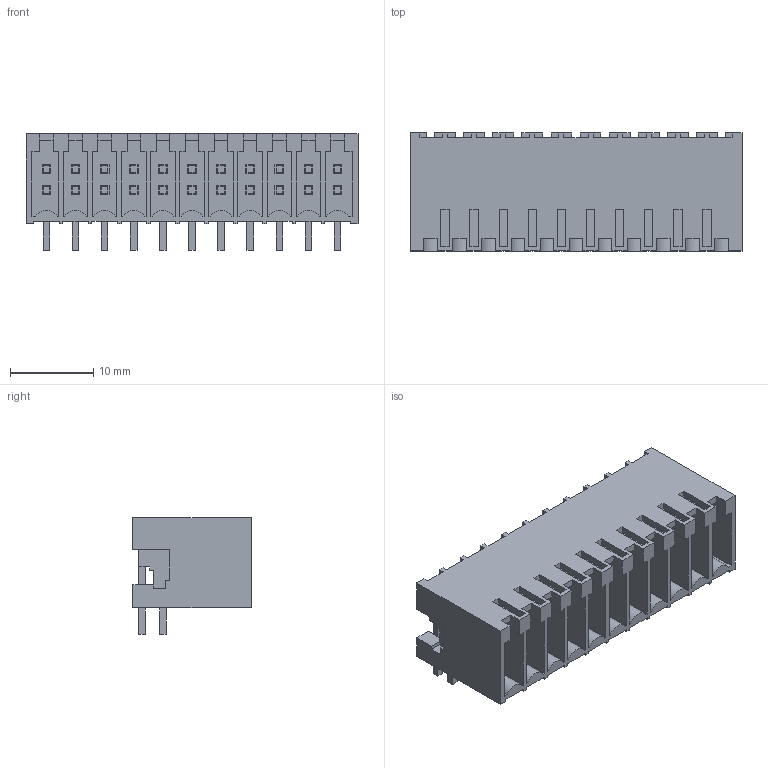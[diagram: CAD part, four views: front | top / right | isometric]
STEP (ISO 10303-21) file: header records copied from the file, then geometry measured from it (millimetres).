
FILE_DESCRIPTION(('CATIA V5 STEP Exchange','CAx-IF Rec.Pracs.--- Model Styling and Organization---1.2---2011-12-15'),'2;1');
FILE_NAME ('D1451463_0', '2018-03-29T10:26:45+00:00', ('none'), ('Weidmueller'), 'CATIA Version 5-6 Release 2014', 'CATIA V5 STEP AP214', 'none');
FILE_SCHEMA(('AUTOMOTIVE_DESIGN { 1 0 10303 214 1 1 1 1 }'));
Length unit declared in the file: millimetre
Products named in the file (1): 1359560000
Bounding box: 39.9 x 14.2 x 14 mm (x, y, z)
Volume: 3100 mm3; surface area: 7069.7 mm2
Topology: 23 solids, 23 shells, 827 faces, 2412 edges, 1650 vertices
Faces by surface type: plane 805, cylinder 22
Entity records: 24664 total; most frequent: ORIENTED_EDGE 4824, CARTESIAN_POINT 4417, DIRECTION 3120, EDGE_CURVE 2412, VECTOR 2368, LINE 2368, VERTEX_POINT 1650, EDGE_LOOP 890
